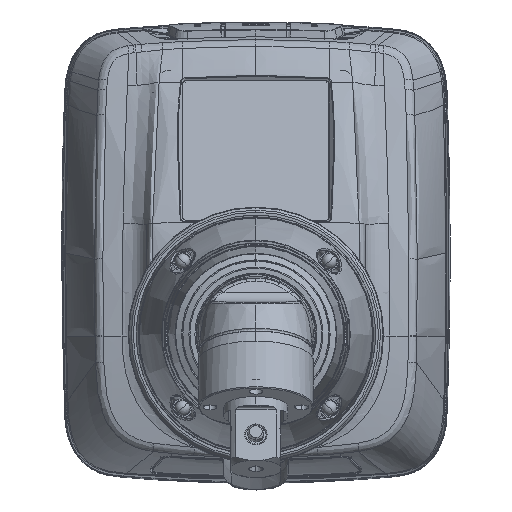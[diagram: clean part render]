
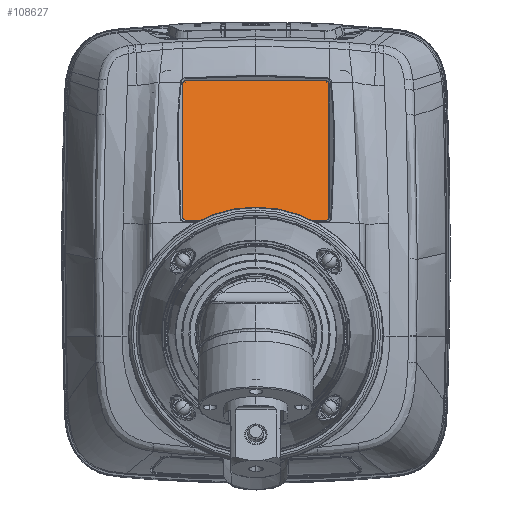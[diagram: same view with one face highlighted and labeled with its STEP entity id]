
A CAD part, top view. The second image highlights one B-rep face of the part: STEP entity #108627.
In plain terms, the highlighted planar face has unit normal (0, 0.292, 0.956).
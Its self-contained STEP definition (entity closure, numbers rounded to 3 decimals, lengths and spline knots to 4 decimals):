
#7944=DIRECTION('',(0.966,-0.248,0.076));
#7945=VECTOR('',#7944,0.0036);
#7946=CARTESIAN_POINT('',(0.5273,1.9276,
-5.6184));
#7947=LINE('',#7946,#7945);
#7948=CARTESIAN_POINT('',(0.5236,1.9013,
-5.6103));
#7949=DIRECTION('',(0.,0.292,0.956));
#7950=DIRECTION('',(1.,0.,0.));
#7951=AXIS2_PLACEMENT_3D('',#7948,#7949,#7950);
#7953=DIRECTION('',(0.,-0.956,0.292));
#7954=VECTOR('',#7953,1.0472);
#7955=CARTESIAN_POINT('',(0.5512,1.9013,
-5.6103));
#7956=LINE('',#7955,#7954);
#7957=CARTESIAN_POINT('',(0.5236,0.8998,
-5.3042));
#7958=DIRECTION('',(0.,0.292,0.956));
#7959=DIRECTION('',(0.,-0.956,0.292));
#7960=AXIS2_PLACEMENT_3D('',#7957,#7958,#7959);
#7962=DIRECTION('',(-1.,0.,0.));
#7963=VECTOR('',#7962,1.0472);
#7964=CARTESIAN_POINT('',(0.5236,0.8734,
-5.2961));
#7965=LINE('',#7964,#7963);
#7966=CARTESIAN_POINT('',(-0.5236,0.8998,
-5.3042));
#7967=DIRECTION('',(0.,0.292,0.956));
#7968=DIRECTION('',(-1.,0.,0.));
#7969=AXIS2_PLACEMENT_3D('',#7966,#7967,#7968);
#7971=DIRECTION('',(0.,0.956,-0.292));
#7972=VECTOR('',#7971,1.0472);
#7973=CARTESIAN_POINT('',(-0.5512,0.8998,
-5.3042));
#7974=LINE('',#7973,#7972);
#7975=CARTESIAN_POINT('',(-0.5236,1.9013,
-5.6103));
#7976=DIRECTION('',(0.,0.292,0.956));
#7977=DIRECTION('',(-0.259,0.924,-0.282));
#7978=AXIS2_PLACEMENT_3D('',#7975,#7976,#7977);
#7980=DIRECTION('',(-0.966,-0.248,0.076));
#7981=VECTOR('',#7980,0.0036);
#7982=CARTESIAN_POINT('',(-0.5273,1.9276,
-5.6184));
#7983=LINE('',#7982,#7981);
#7984=DIRECTION('',(1.,0.,0.));
#7985=VECTOR('',#7984,1.0545);
#7986=CARTESIAN_POINT('',(-0.5273,1.9276,
-5.6184));
#7987=LINE('',#7986,#7985);
#92448=CARTESIAN_POINT('',(0.5236,0.8734,
-5.2961));
#92449=CARTESIAN_POINT('',(0.5512,0.8998,
-5.3042));
#92450=VERTEX_POINT('',#92448);
#92451=VERTEX_POINT('',#92449);
#92456=CARTESIAN_POINT('',(-0.5512,0.8998,
-5.3042));
#92457=CARTESIAN_POINT('',(-0.5236,0.8734,
-5.2961));
#92458=VERTEX_POINT('',#92456);
#92459=VERTEX_POINT('',#92457);
#92490=CARTESIAN_POINT('',(0.5273,1.9276,
-5.6184));
#92491=CARTESIAN_POINT('',(0.5308,1.9267,
-5.6181));
#92492=VERTEX_POINT('',#92490);
#92493=VERTEX_POINT('',#92491);
#92494=CARTESIAN_POINT('',(0.5512,1.9013,
-5.6103));
#92495=VERTEX_POINT('',#92494);
#92496=CARTESIAN_POINT('',(-0.5308,1.9267,
-5.6181));
#92497=CARTESIAN_POINT('',(-0.5512,1.9013,
-5.6103));
#92498=VERTEX_POINT('',#92496);
#92499=VERTEX_POINT('',#92497);
#92500=CARTESIAN_POINT('',(-0.5273,1.9276,
-5.6184));
#92501=VERTEX_POINT('',#92500);
#108602=CARTESIAN_POINT('',(0.,1.4005,-5.4572));
#108603=DIRECTION('',(0.,0.292,0.956));
#108604=DIRECTION('',(-1.,0.,0.));
#108605=AXIS2_PLACEMENT_3D('',#108602,#108603,#108604);
#108606=PLANE('',#108605);
#108607=ORIENTED_EDGE('',*,*,#108593,.T.);
#108609=ORIENTED_EDGE('',*,*,#108608,.F.);
#108611=ORIENTED_EDGE('',*,*,#108610,.T.);
#108613=ORIENTED_EDGE('',*,*,#108612,.F.);
#108615=ORIENTED_EDGE('',*,*,#108614,.T.);
#108617=ORIENTED_EDGE('',*,*,#108616,.F.);
#108619=ORIENTED_EDGE('',*,*,#108618,.T.);
#108621=ORIENTED_EDGE('',*,*,#108620,.F.);
#108623=ORIENTED_EDGE('',*,*,#108622,.F.);
#108624=ORIENTED_EDGE('',*,*,#108580,.T.);
#108625=EDGE_LOOP('',(#108607,#108609,#108611,#108613,#108615,#108617,#108619,
#108621,#108623,#108624));
#108626=FACE_OUTER_BOUND('',#108625,.F.);
#108627=ADVANCED_FACE('',(#108626),#108606,.T.);
#7952=CIRCLE('',#7951,0.0276);
#7961=CIRCLE('',#7960,0.0276);
#7970=CIRCLE('',#7969,0.0276);
#7979=CIRCLE('',#7978,0.0276);
#108580=EDGE_CURVE('',#92501,#92492,#7987,.T.);
#108593=EDGE_CURVE('',#92492,#92493,#7947,.T.);
#108608=EDGE_CURVE('',#92495,#92493,#7952,.T.);
#108610=EDGE_CURVE('',#92495,#92451,#7956,.T.);
#108612=EDGE_CURVE('',#92450,#92451,#7961,.T.);
#108614=EDGE_CURVE('',#92450,#92459,#7965,.T.);
#108616=EDGE_CURVE('',#92458,#92459,#7970,.T.);
#108618=EDGE_CURVE('',#92458,#92499,#7974,.T.);
#108620=EDGE_CURVE('',#92498,#92499,#7979,.T.);
#108622=EDGE_CURVE('',#92501,#92498,#7983,.T.);
